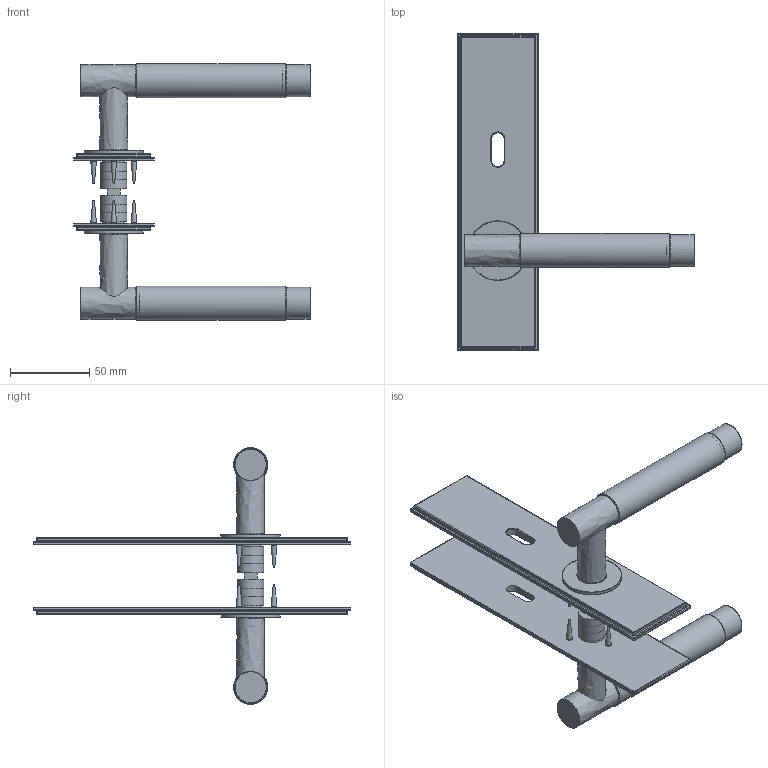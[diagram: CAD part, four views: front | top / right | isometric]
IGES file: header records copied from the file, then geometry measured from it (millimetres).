
Global section: file name: PK6044P2; native system: Autodesk Inventor 2024; preprocessor: unknown; author: camerond; date: 20250516.113738; units: millimetre
Bounding box: 149.4 x 200 x 161.72 mm (x, y, z)
Volume: 204993 mm3; surface area: 109111.2 mm2
Topology: 35 solids, 35 shells, 668 faces, 1704 edges, 1136 vertices
Faces by surface type: bspline 668
